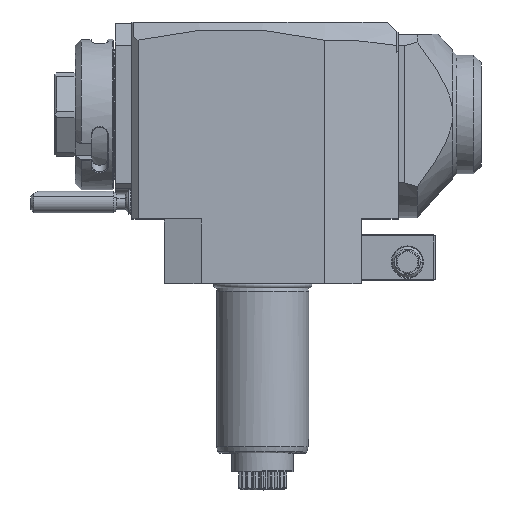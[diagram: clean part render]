
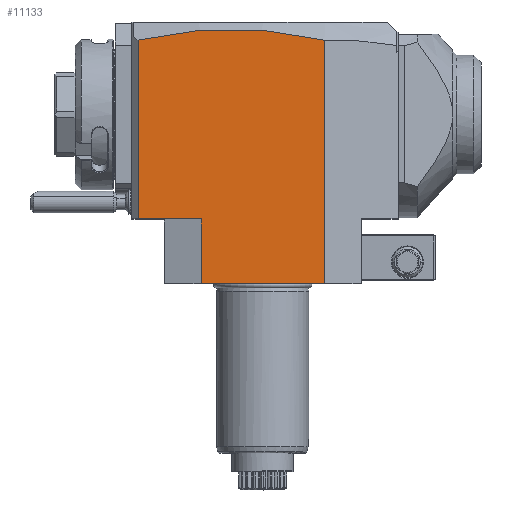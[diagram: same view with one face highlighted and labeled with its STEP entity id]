
A CAD part, top view. The second image highlights one B-rep face of the part: STEP entity #11133.
In plain terms, the highlighted planar face has unit normal (0, 0, 1).
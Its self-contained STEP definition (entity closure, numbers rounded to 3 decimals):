
#17=DIRECTION('',(-1.,0.,0.));
#18=VECTOR('',#17,40.);
#19=CARTESIAN_POINT('',(20.,0.,32.));
#20=LINE('',#19,#18);
#1008=DIRECTION('',(0.,1.,0.));
#1009=VECTOR('',#1008,79.092);
#1010=CARTESIAN_POINT('',(20.,0.,32.));
#1011=LINE('',#1010,#1009);
#1034=DIRECTION('',(-1.,0.,0.));
#1035=VECTOR('',#1034,20.5);
#1036=CARTESIAN_POINT('',(-20.,21.,32.));
#1037=LINE('',#1036,#1035);
#1038=CARTESIAN_POINT('',(-40.5,79.133,32.));
#1039=CARTESIAN_POINT('',(-35.458,80.345,32.));
#1040=CARTESIAN_POINT('',(-25.373,82.145,32.));
#1041=CARTESIAN_POINT('',(-10.247,83.032,32.));
#1042=CARTESIAN_POINT('',(4.877,82.124,32.));
#1043=CARTESIAN_POINT('',(14.959,80.311,32.));
#1044=CARTESIAN_POINT('',(20.,79.092,32.));
#1058=DIRECTION('',(0.,-1.,0.));
#1059=VECTOR('',#1058,58.133);
#1060=CARTESIAN_POINT('',(-40.5,79.133,32.));
#1061=LINE('',#1060,#1059);
#1071=DIRECTION('',(0.,-1.,0.));
#1072=VECTOR('',#1071,21.);
#1073=CARTESIAN_POINT('',(-20.,21.,32.));
#1074=LINE('',#1073,#1072);
#9504=VERTEX_POINT('',#1038);
#9505=VERTEX_POINT('',#1044);
#9874=CARTESIAN_POINT('',(-40.5,21.,32.));
#9876=VERTEX_POINT('',#9874);
#9894=CARTESIAN_POINT('',(20.,0.,32.));
#9895=VERTEX_POINT('',#9894);
#9896=CARTESIAN_POINT('',(-20.,0.,32.));
#9897=VERTEX_POINT('',#9896);
#10248=CARTESIAN_POINT('',(-20.,21.,32.));
#10249=VERTEX_POINT('',#10248);
#11117=CARTESIAN_POINT('',(-35.103,21.,32.));
#11118=DIRECTION('',(0.,0.,1.));
#11119=DIRECTION('',(1.,0.,0.));
#11120=AXIS2_PLACEMENT_3D('',#11117,#11118,#11119);
#11121=PLANE('',#11120);
#11123=ORIENTED_EDGE('',*,*,#11122,.T.);
#11125=ORIENTED_EDGE('',*,*,#11124,.F.);
#11126=ORIENTED_EDGE('',*,*,#10471,.T.);
#11127=ORIENTED_EDGE('',*,*,#11105,.F.);
#11128=ORIENTED_EDGE('',*,*,#10263,.T.);
#11130=ORIENTED_EDGE('',*,*,#11129,.F.);
#11131=EDGE_LOOP('',(#11123,#11125,#11126,#11127,#11128,#11130));
#11132=FACE_OUTER_BOUND('',#11131,.F.);
#1045=B_SPLINE_CURVE_WITH_KNOTS('',3,(#1038,#1039,#1040,#1041,#1042,#1043,
#1044),.UNSPECIFIED.,.F.,.F.,(4,1,1,1,4),(0.,0.25,0.5,0.75,1.),
.UNSPECIFIED.);
#10263=EDGE_CURVE('',#9895,#9897,#20,.T.);
#10471=EDGE_CURVE('',#9504,#9505,#1045,.T.);
#11105=EDGE_CURVE('',#9895,#9505,#1011,.T.);
#11122=EDGE_CURVE('',#10249,#9876,#1037,.T.);
#11124=EDGE_CURVE('',#9504,#9876,#1061,.T.);
#11129=EDGE_CURVE('',#10249,#9897,#1074,.T.);
#11133=ADVANCED_FACE('',(#11132),#11121,.T.);
